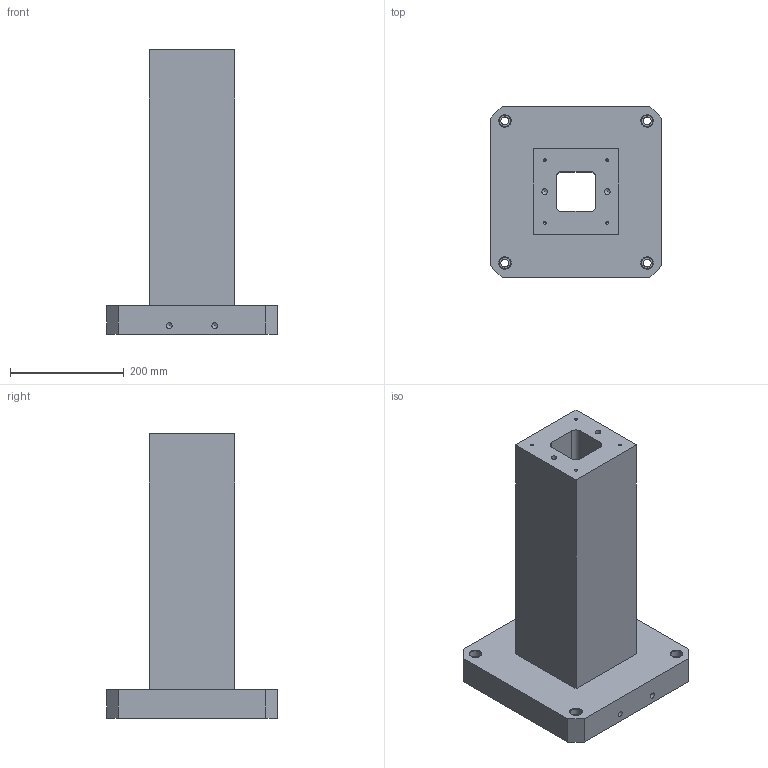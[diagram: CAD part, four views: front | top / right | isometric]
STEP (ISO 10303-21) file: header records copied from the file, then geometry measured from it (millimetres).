
FILE_DESCRIPTION(/* description */ ('Unknown'),/* implementation_level */ '2;1');
FILE_NAME(/* name */ 'BP07-300300-0500',/* time_stamp */ '2025-02-06T12:10:43+08:00',/* author */ ('Unknown'),/* organization */ ('Unknown'),/* preprocessor_version */ 'ST-DEVELOPER v19.4',/* originating_system */ 'Solid Edge',/* authorisation */ 'Unknown');
FILE_SCHEMA (('AUTOMOTIVE_DESIGN {1 0 10303 214 3 1 1}'));
Length unit declared in the file: millimetre
Products named in the file (1): BP07-300300-0500
Bounding box: 300 x 300 x 500 mm (x, y, z)
Volume: 12126929.2 mm3; surface area: 641140.7 mm2
Topology: 1 solids, 1 shells, 61 faces, 162 edges, 108 vertices
Faces by surface type: plane 23, cylinder 21, cone 17
Full cylindrical faces by diameter (mm): 5 x4, 10.106 x5, 14 x4, 20 x4
Entity records: 2009 total; most frequent: DIRECTION 276, CARTESIAN_POINT 255, ORIENTED_EDGE 204, FACE_BOUND 119, AXIS2_PLACEMENT_3D 112, EDGE_LOOP 110, EDGE_CURVE 102, VERTEX_POINT 91
